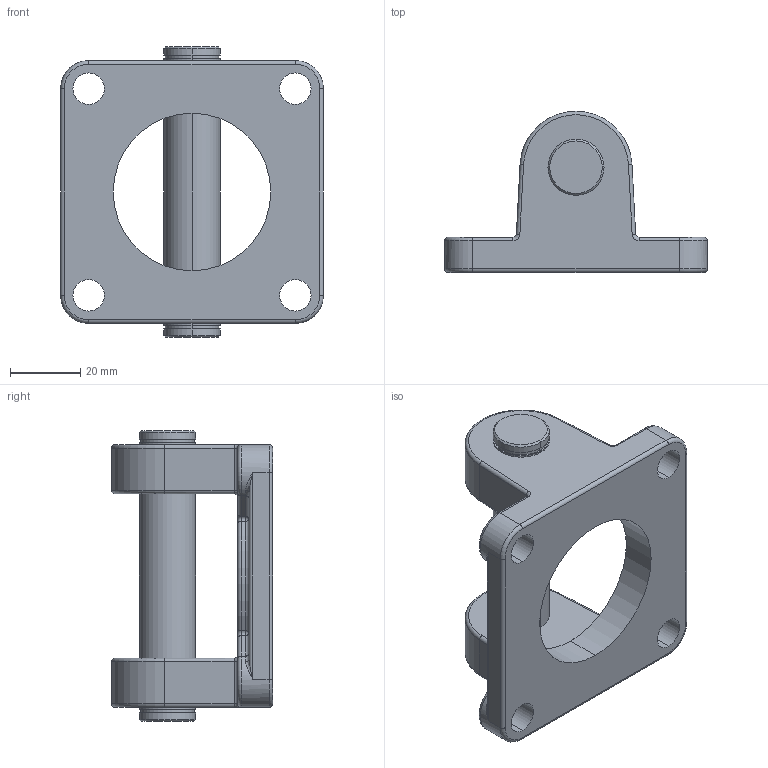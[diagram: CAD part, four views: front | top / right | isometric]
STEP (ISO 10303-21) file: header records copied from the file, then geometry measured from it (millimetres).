
FILE_DESCRIPTION(('FreeCAD Model'),'2;1');
FILE_NAME('Open CASCADE Shape Model','2022-10-05T14:46:37',('FreeCAD'),( 'FreeCAD'),'Open CASCADE STEP processor 7.6','FreeCAD','Unknown');
FILE_SCHEMA(('AUTOMOTIVE_DESIGN { 1 0 10303 214 1 1 1 1 }'));
Length unit declared in the file: millimetre
Products named in the file (1): Open CASCADE STEP translator 7.6 7
Bounding box: 75 x 46 x 83 mm (x, y, z)
Volume: 74976.6 mm3; surface area: 23464.4 mm2
Topology: 2 solids, 2 shells, 134 faces, 311 edges, 177 vertices
Faces by surface type: cylinder 67, torus 27, plane 25, bspline 8, cone 4, sphere 3
Entity records: 9275 total; most frequent: CARTESIAN_POINT 3082, DIRECTION 1221, ORIENTED_EDGE 608, PCURVE 608, DEFINITIONAL_REPRESENTATION 608, LINE 594, VECTOR 594, EDGE_CURVE 304
